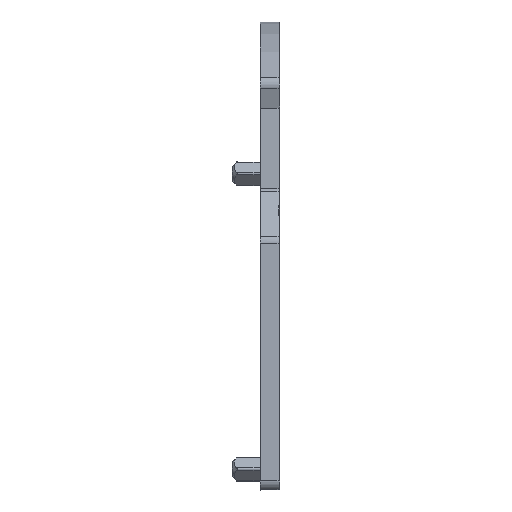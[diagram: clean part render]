
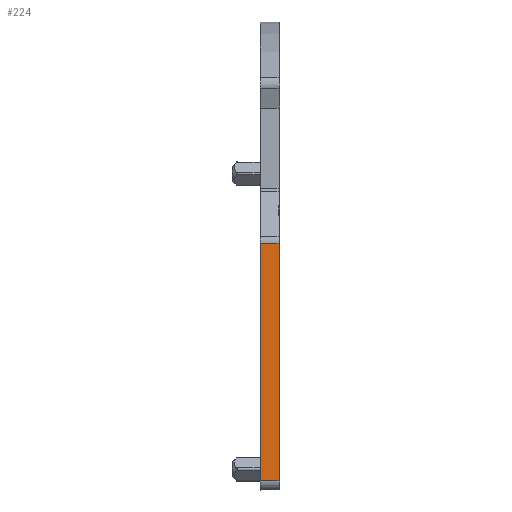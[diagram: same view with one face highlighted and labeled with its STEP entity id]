
A CAD part, front view. The second image highlights one B-rep face of the part: STEP entity #224.
In plain terms, the highlighted planar face has unit normal (0, -1, 0).
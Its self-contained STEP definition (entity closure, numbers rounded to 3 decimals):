
#188=AXIS2_PLACEMENT_3D('Plane Axis2P3D',#185,#186,#187) ;
#57=CARTESIAN_POINT('Vertex',(5.05,0.,26.764)) ;
#60=CARTESIAN_POINT('Line Origine',(5.05,0.,26.764)) ;
#64=CARTESIAN_POINT('Vertex',(5.1,0.,26.764)) ;
#170=CARTESIAN_POINT('Vertex',(3.,0.,26.764)) ;
#173=CARTESIAN_POINT('Line Origine',(4.05,0.,26.764)) ;
#185=CARTESIAN_POINT('Axis2P3D Location',(3.,0.,26.764)) ;
#190=CARTESIAN_POINT('Line Origine',(3.,0.,13.882)) ;
#194=CARTESIAN_POINT('Vertex',(3.,0.,1.)) ;
#197=CARTESIAN_POINT('Line Origine',(4.025,0.,1.)) ;
#201=CARTESIAN_POINT('Vertex',(5.05,0.,1.)) ;
#204=CARTESIAN_POINT('Line Origine',(5.075,0.,1.)) ;
#208=CARTESIAN_POINT('Vertex',(5.1,0.,1.)) ;
#211=CARTESIAN_POINT('Line Origine',(5.1,0.,13.882)) ;
#61=DIRECTION('Vector Direction',(1.,0.,0.)) ;
#174=DIRECTION('Vector Direction',(1.,0.,0.)) ;
#186=DIRECTION('Axis2P3D Direction',(0.,-1.,0.)) ;
#187=DIRECTION('Axis2P3D XDirection',(0.,0.,-1.)) ;
#191=DIRECTION('Vector Direction',(0.,0.,-1.)) ;
#198=DIRECTION('Vector Direction',(1.,0.,0.)) ;
#205=DIRECTION('Vector Direction',(1.,0.,0.)) ;
#212=DIRECTION('Vector Direction',(0.,0.,1.)) ;
#62=VECTOR('Line Direction',#61,1.) ;
#175=VECTOR('Line Direction',#174,1.) ;
#192=VECTOR('Line Direction',#191,1.) ;
#199=VECTOR('Line Direction',#198,1.) ;
#206=VECTOR('Line Direction',#205,1.) ;
#213=VECTOR('Line Direction',#212,1.) ;
#217=ORIENTED_EDGE('',*,*,#66,.F.) ;
#218=ORIENTED_EDGE('',*,*,#177,.F.) ;
#219=ORIENTED_EDGE('',*,*,#196,.T.) ;
#220=ORIENTED_EDGE('',*,*,#203,.T.) ;
#221=ORIENTED_EDGE('',*,*,#210,.T.) ;
#222=ORIENTED_EDGE('',*,*,#215,.F.) ;
#224=ADVANCED_FACE('WEP_TTB_6',(#223),#189,.T.) ;
#66=EDGE_CURVE('',#58,#65,#63,.T.) ;
#177=EDGE_CURVE('',#171,#58,#176,.T.) ;
#196=EDGE_CURVE('',#171,#195,#193,.T.) ;
#203=EDGE_CURVE('',#195,#202,#200,.T.) ;
#210=EDGE_CURVE('',#202,#209,#207,.T.) ;
#215=EDGE_CURVE('',#65,#209,#214,.F.) ;
#216=EDGE_LOOP('',(#217,#218,#219,#220,#221,#222)) ;
#223=FACE_OUTER_BOUND('',#216,.T.) ;
#63=LINE('Line',#60,#62) ;
#176=LINE('Line',#173,#175) ;
#193=LINE('Line',#190,#192) ;
#200=LINE('Line',#197,#199) ;
#207=LINE('Line',#204,#206) ;
#214=LINE('Line',#211,#213) ;
#189=PLANE('',#188) ;
#58=VERTEX_POINT('',#57) ;
#65=VERTEX_POINT('',#64) ;
#171=VERTEX_POINT('',#170) ;
#195=VERTEX_POINT('',#194) ;
#202=VERTEX_POINT('',#201) ;
#209=VERTEX_POINT('',#208) ;
